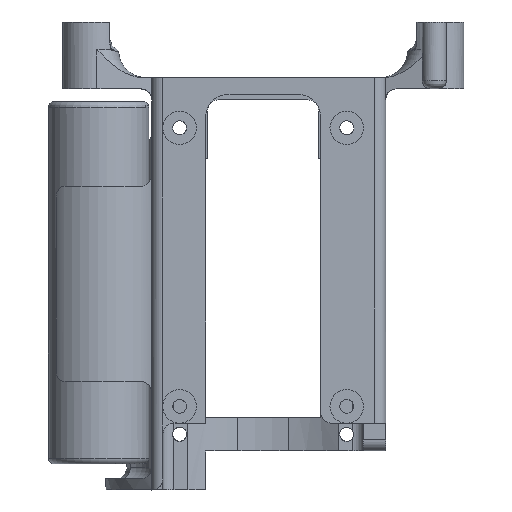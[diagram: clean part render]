
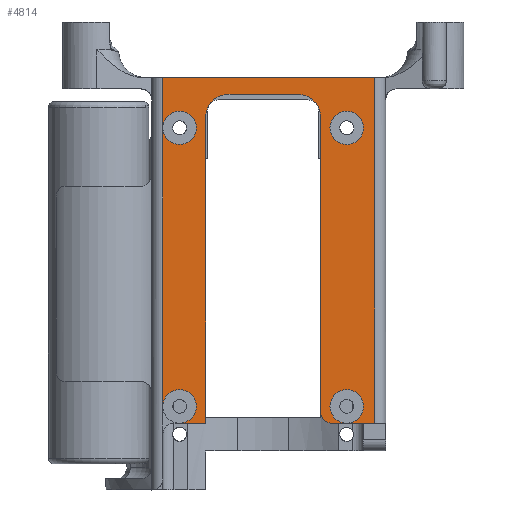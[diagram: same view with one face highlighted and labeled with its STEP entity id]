
A CAD part, front view. The second image highlights one B-rep face of the part: STEP entity #4814.
In plain terms, the highlighted planar face has unit normal (0, -1, 0).
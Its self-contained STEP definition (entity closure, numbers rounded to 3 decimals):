
#31=FACE_BOUND('',#1412,.T.);
#386=LINE('',#8008,#721);
#447=LINE('',#8381,#782);
#448=LINE('',#8385,#783);
#449=LINE('',#8389,#784);
#450=LINE('',#8393,#785);
#451=LINE('',#8399,#786);
#452=LINE('',#8401,#787);
#453=LINE('',#8403,#788);
#454=LINE('',#8405,#789);
#455=LINE('',#8410,#790);
#721=VECTOR('',#5998,10.);
#782=VECTOR('',#6153,10.);
#783=VECTOR('',#6156,10.);
#784=VECTOR('',#6159,10.);
#785=VECTOR('',#6162,10.);
#786=VECTOR('',#6167,10.);
#787=VECTOR('',#6168,10.);
#788=VECTOR('',#6169,10.);
#789=VECTOR('',#6170,10.);
#790=VECTOR('',#6175,10.);
#1144=FACE_OUTER_BOUND('',#1411,.T.);
#1411=EDGE_LOOP('',(#3721,#3722,#3723,#3724,#3725,#3726,#3727,#3728,#3729,
#3730,#3731,#3732,#3733,#3734,#3735,#3736,#3737,#3738,#3739));
#1412=EDGE_LOOP('',(#3740));
#1738=CIRCLE('',#5227,4.);
#1739=CIRCLE('',#5228,4.);
#1740=CIRCLE('',#5229,2.);
#1741=CIRCLE('',#5230,3.);
#1742=CIRCLE('',#5231,3.);
#1743=CIRCLE('',#5232,3.);
#1744=CIRCLE('',#5233,3.);
#1745=CIRCLE('',#5234,3.);
#1746=CIRCLE('',#5235,3.);
#1747=CIRCLE('',#5236,3.);
#2073=VERTEX_POINT('',#8005);
#2074=VERTEX_POINT('',#8007);
#2157=VERTEX_POINT('',#8380);
#2158=VERTEX_POINT('',#8382);
#2159=VERTEX_POINT('',#8384);
#2160=VERTEX_POINT('',#8386);
#2161=VERTEX_POINT('',#8388);
#2162=VERTEX_POINT('',#8390);
#2163=VERTEX_POINT('',#8392);
#2164=VERTEX_POINT('',#8394);
#2165=VERTEX_POINT('',#8396);
#2166=VERTEX_POINT('',#8398);
#2167=VERTEX_POINT('',#8400);
#2168=VERTEX_POINT('',#8402);
#2169=VERTEX_POINT('',#8404);
#2170=VERTEX_POINT('',#8406);
#2171=VERTEX_POINT('',#8409);
#2172=VERTEX_POINT('',#8411);
#2173=VERTEX_POINT('',#8414);
#2651=EDGE_CURVE('',#2074,#2073,#386,.T.);
#2761=EDGE_CURVE('',#2073,#2157,#447,.T.);
#2762=EDGE_CURVE('',#2158,#2157,#1738,.T.);
#2763=EDGE_CURVE('',#2158,#2159,#448,.T.);
#2764=EDGE_CURVE('',#2160,#2159,#1739,.T.);
#2765=EDGE_CURVE('',#2160,#2161,#449,.T.);
#2766=EDGE_CURVE('',#2162,#2161,#1740,.T.);
#2767=EDGE_CURVE('',#2162,#2163,#450,.T.);
#2768=EDGE_CURVE('',#2164,#2163,#1741,.T.);
#2769=EDGE_CURVE('',#2165,#2164,#1742,.T.);
#2770=EDGE_CURVE('',#2166,#2165,#451,.T.);
#2771=EDGE_CURVE('',#2167,#2166,#452,.T.);
#2772=EDGE_CURVE('',#2167,#2168,#453,.T.);
#2773=EDGE_CURVE('',#2169,#2168,#454,.T.);
#2774=EDGE_CURVE('',#2170,#2169,#1743,.T.);
#2775=EDGE_CURVE('',#2169,#2170,#1744,.T.);
#2776=EDGE_CURVE('',#2171,#2169,#455,.T.);
#2777=EDGE_CURVE('',#2172,#2171,#1745,.T.);
#2778=EDGE_CURVE('',#2074,#2172,#1746,.T.);
#2779=EDGE_CURVE('',#2173,#2173,#1747,.T.);
#3721=ORIENTED_EDGE('',*,*,#2651,.T.);
#3722=ORIENTED_EDGE('',*,*,#2761,.T.);
#3723=ORIENTED_EDGE('',*,*,#2762,.F.);
#3724=ORIENTED_EDGE('',*,*,#2763,.T.);
#3725=ORIENTED_EDGE('',*,*,#2764,.F.);
#3726=ORIENTED_EDGE('',*,*,#2765,.T.);
#3727=ORIENTED_EDGE('',*,*,#2766,.F.);
#3728=ORIENTED_EDGE('',*,*,#2767,.T.);
#3729=ORIENTED_EDGE('',*,*,#2768,.F.);
#3730=ORIENTED_EDGE('',*,*,#2769,.F.);
#3731=ORIENTED_EDGE('',*,*,#2770,.F.);
#3732=ORIENTED_EDGE('',*,*,#2771,.F.);
#3733=ORIENTED_EDGE('',*,*,#2772,.T.);
#3734=ORIENTED_EDGE('',*,*,#2773,.F.);
#3735=ORIENTED_EDGE('',*,*,#2774,.F.);
#3736=ORIENTED_EDGE('',*,*,#2775,.F.);
#3737=ORIENTED_EDGE('',*,*,#2776,.F.);
#3738=ORIENTED_EDGE('',*,*,#2777,.F.);
#3739=ORIENTED_EDGE('',*,*,#2778,.F.);
#3740=ORIENTED_EDGE('',*,*,#2779,.F.);
#4659=PLANE('',#5226);
#4814=ADVANCED_FACE('',(#1144,#31),#4659,.T.);
#5226=AXIS2_PLACEMENT_3D('',#8379,#6151,#6152);
#5227=AXIS2_PLACEMENT_3D('',#8383,#6154,#6155);
#5228=AXIS2_PLACEMENT_3D('',#8387,#6157,#6158);
#5229=AXIS2_PLACEMENT_3D('',#8391,#6160,#6161);
#5230=AXIS2_PLACEMENT_3D('',#8395,#6163,#6164);
#5231=AXIS2_PLACEMENT_3D('',#8397,#6165,#6166);
#5232=AXIS2_PLACEMENT_3D('',#8407,#6171,#6172);
#5233=AXIS2_PLACEMENT_3D('',#8408,#6173,#6174);
#5234=AXIS2_PLACEMENT_3D('',#8412,#6176,#6177);
#5235=AXIS2_PLACEMENT_3D('',#8413,#6178,#6179);
#5236=AXIS2_PLACEMENT_3D('',#8415,#6180,#6181);
#5998=DIRECTION('',(1.,0.,0.));
#6151=DIRECTION('center_axis',(0.,-1.,0.));
#6152=DIRECTION('ref_axis',(0.,0.,
1.));
#6153=DIRECTION('',(0.,0.,1.));
#6154=DIRECTION('center_axis',(0.,-1.,0.));
#6155=DIRECTION('ref_axis',(-0.707,0.,0.707));
#6156=DIRECTION('',(1.,0.,0.));
#6157=DIRECTION('center_axis',(0.,-1.,0.));
#6158=DIRECTION('ref_axis',(0.707,0.,0.707));
#6159=DIRECTION('',(0.,0.,-1.));
#6160=DIRECTION('center_axis',(0.,1.,0.));
#6161=DIRECTION('ref_axis',(-0.707,0.,-0.707));
#6162=DIRECTION('',(1.,0.,0.));
#6163=DIRECTION('center_axis',(0.,-1.,0.));
#6164=DIRECTION('ref_axis',(0.,0.,
-1.));
#6165=DIRECTION('center_axis',(0.,-1.,0.));
#6166=DIRECTION('ref_axis',(0.,0.,
-1.));
#6167=DIRECTION('',(-1.,0.,0.));
#6168=DIRECTION('',(0.,0.,-1.));
#6169=DIRECTION('',(-1.,0.,0.));
#6170=DIRECTION('',(0.,0.,1.));
#6171=DIRECTION('center_axis',(0.,-1.,0.));
#6172=DIRECTION('ref_axis',(0.,0.,
-1.));
#6173=DIRECTION('center_axis',(0.,-1.,0.));
#6174=DIRECTION('ref_axis',(0.,0.,
-1.));
#6175=DIRECTION('',(0.,0.,1.));
#6176=DIRECTION('center_axis',(0.,-1.,0.));
#6177=DIRECTION('ref_axis',(0.,0.,
-1.));
#6178=DIRECTION('center_axis',(0.,-1.,0.));
#6179=DIRECTION('ref_axis',(0.,0.,
-1.));
#6180=DIRECTION('center_axis',(0.,-1.,0.));
#6181=DIRECTION('ref_axis',(0.,0.,
-1.));
#8005=CARTESIAN_POINT('',(19.192,-8.,7.31));
#8007=CARTESIAN_POINT('',(14.5,-8.,7.31));
#8008=CARTESIAN_POINT('',(20.5,-8.,7.31));
#8379=CARTESIAN_POINT('Origin',(29.5,-8.,32.31));
#8380=CARTESIAN_POINT('',(19.192,-8.,62.31));
#8381=CARTESIAN_POINT('',(19.192,-8.,-3.013));
#8382=CARTESIAN_POINT('',(23.192,-8.,66.31));
#8383=CARTESIAN_POINT('Origin',(23.192,-8.,62.31));
#8384=CARTESIAN_POINT('',(35.808,-8.,66.31));
#8385=CARTESIAN_POINT('',(35.375,-8.,66.31));
#8386=CARTESIAN_POINT('',(39.808,-8.,62.31));
#8387=CARTESIAN_POINT('Origin',(35.808,-8.,62.31));
#8388=CARTESIAN_POINT('',(39.808,-8.,9.31));
#8389=CARTESIAN_POINT('',(39.808,-8.,43.31));
#8390=CARTESIAN_POINT('',(41.808,-8.,7.31));
#8391=CARTESIAN_POINT('Origin',(41.808,-8.,9.31));
#8392=CARTESIAN_POINT('',(44.5,-8.,7.31));
#8393=CARTESIAN_POINT('',(39.808,-8.,7.31));
#8394=CARTESIAN_POINT('',(44.5,-8.,13.31));
#8395=CARTESIAN_POINT('Origin',(44.5,-8.,10.31));
#8396=CARTESIAN_POINT('',(44.502,-8.,7.31));
#8397=CARTESIAN_POINT('Origin',(44.5,-8.,10.31));
#8398=CARTESIAN_POINT('',(49.5,-8.,7.31));
#8399=CARTESIAN_POINT('',(37.,-8.,7.31));
#8400=CARTESIAN_POINT('',(49.5,-8.,69.31));
#8401=CARTESIAN_POINT('',(49.5,-8.,35.31));
#8402=CARTESIAN_POINT('',(11.5,-8.,69.31));
#8403=CARTESIAN_POINT('',(49.5,-8.,69.31));
#8404=CARTESIAN_POINT('',(11.5,-8.,60.31));
#8405=CARTESIAN_POINT('',(11.5,-8.,49.81));
#8406=CARTESIAN_POINT('',(14.5,-8.,63.31));
#8407=CARTESIAN_POINT('Origin',(14.5,-8.,60.31));
#8408=CARTESIAN_POINT('Origin',(14.5,-8.,60.31));
#8409=CARTESIAN_POINT('',(11.5,-8.,10.31));
#8410=CARTESIAN_POINT('',(11.5,-8.,49.81));
#8411=CARTESIAN_POINT('',(14.5,-8.,13.31));
#8412=CARTESIAN_POINT('Origin',(14.5,-8.,10.31));
#8413=CARTESIAN_POINT('Origin',(14.5,-8.,10.31));
#8414=CARTESIAN_POINT('',(44.5,-8.,63.31));
#8415=CARTESIAN_POINT('Origin',(44.5,-8.,60.31));
